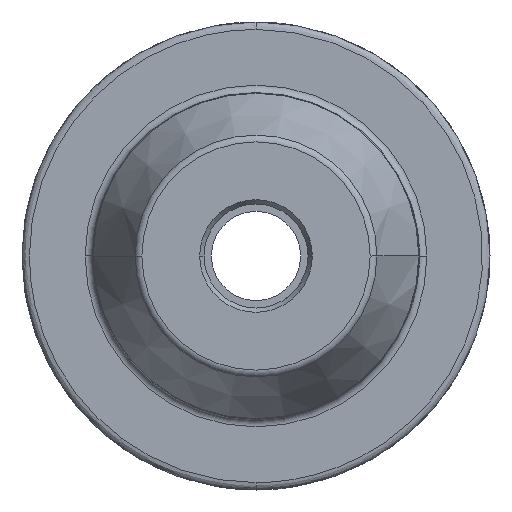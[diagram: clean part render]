
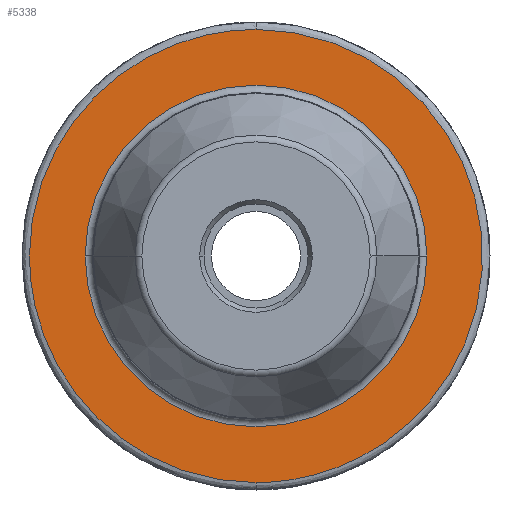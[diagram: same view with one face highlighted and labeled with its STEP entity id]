
A CAD part, front view. The second image highlights one B-rep face of the part: STEP entity #5338.
In plain terms, the highlighted planar face has unit normal (0, -1, 0).
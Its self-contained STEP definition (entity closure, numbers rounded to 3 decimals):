
#193 = CARTESIAN_POINT ( 'NONE',  ( -17.866, -27., -30.5 ) ) ;
#241 = CARTESIAN_POINT ( 'NONE',  ( 0., -27., 30.5 ) ) ;
#375 = CIRCLE ( 'NONE', #2778, 23. ) ;
#509 = VERTEX_POINT ( 'NONE', #883 ) ;
#850 = ORIENTED_EDGE ( 'NONE', *, *, #2324, .T. ) ;
#879 = DIRECTION ( 'NONE',  ( 0., 1., 0. ) ) ;
#883 = CARTESIAN_POINT ( 'NONE',  ( 23., -27., 0. ) ) ;
#1065 = EDGE_LOOP ( 'NONE', ( #850, #1128 ) ) ;
#1128 = ORIENTED_EDGE ( 'NONE', *, *, #1494, .T. ) ;
#1194 = CARTESIAN_POINT ( 'NONE',  ( 61., -27., 30.5 ) ) ;
#1252 = ORIENTED_EDGE ( 'NONE', *, *, #1598, .F. ) ;
#1494 = EDGE_CURVE ( 'NONE', #3766, #509, #375, .T. ) ;
#1598 = EDGE_CURVE ( 'NONE', #4160, #4493, #2561, .T. ) ;
#1695 = CARTESIAN_POINT ( 'NONE',  ( -31.5, -27., 0. ) ) ;
#1732 = CARTESIAN_POINT ( 'NONE',  ( -23., -27., 0. ) ) ;
#1988 = CARTESIAN_POINT ( 'NONE',  ( -30.5, -27., 0. ) ) ;
#1997 = CARTESIAN_POINT ( 'NONE',  ( -30.5, -27., 17.866 ) ) ;
#2114 = DIRECTION ( 'NONE',  ( 1., 0., 0. ) ) ;
#2324 = EDGE_CURVE ( 'NONE', #509, #3766, #2742, .T. ) ;
#2408 = CARTESIAN_POINT ( 'NONE',  ( -30.5, -27., 0. ) ) ;
#2416 = CARTESIAN_POINT ( 'NONE',  ( -30.5, -27., 0. ) ) ;
#2418 = CARTESIAN_POINT ( 'NONE',  ( 0., -27., 0. ) ) ;
#2463 = CARTESIAN_POINT ( 'NONE',  ( 0., -27., -30.5 ) ) ;
#2561 =( BOUNDED_CURVE ( )  B_SPLINE_CURVE ( 3, ( #2416, #1997, #5355, #2839 ),
 .UNSPECIFIED., .F., .T. ) 
 B_SPLINE_CURVE_WITH_KNOTS ( ( 4, 4 ),
 ( 0., 0.333 ),
 .UNSPECIFIED. ) 
 CURVE ( )  GEOMETRIC_REPRESENTATION_ITEM ( )  RATIONAL_B_SPLINE_CURVE ( ( 1., 0.805, 0.805, 1. ) ) 
 REPRESENTATION_ITEM ( '' )  );
#2735 = CARTESIAN_POINT ( 'NONE',  ( 0., -27., -30.5 ) ) ;
#2742 = CIRCLE ( 'NONE', #4100, 23. ) ;
#2778 = AXIS2_PLACEMENT_3D ( 'NONE', #3403, #879, #3834 ) ;
#2839 = CARTESIAN_POINT ( 'NONE',  ( 0., -27., 30.5 ) ) ;
#2840 = DIRECTION ( 'NONE',  ( 1., 0., 0. ) ) ;
#2938 = CARTESIAN_POINT ( 'NONE',  ( 0., -27., -30.5 ) ) ;
#2967 = EDGE_LOOP ( 'NONE', ( #1252, #5270, #3970 ) ) ;
#3403 = CARTESIAN_POINT ( 'NONE',  ( 0., -27., 0. ) ) ;
#3766 = VERTEX_POINT ( 'NONE', #1732 ) ;
#3834 = DIRECTION ( 'NONE',  ( 1., 0., 0. ) ) ;
#3946 = AXIS2_PLACEMENT_3D ( 'NONE', #1695, #4635, #2114 ) ;
#3970 = ORIENTED_EDGE ( 'NONE', *, *, #4596, .F. ) ;
#3986 =( BOUNDED_CURVE ( )  B_SPLINE_CURVE ( 3, ( #2735, #193, #4926, #2408 ),
 .UNSPECIFIED., .F., .F. ) 
 B_SPLINE_CURVE_WITH_KNOTS ( ( 4, 4 ),
 ( 0., 1. ),
 .UNSPECIFIED. ) 
 CURVE ( )  GEOMETRIC_REPRESENTATION_ITEM ( )  RATIONAL_B_SPLINE_CURVE ( ( 1., 0.805, 0.805, 1. ) ) 
 REPRESENTATION_ITEM ( '' )  );
#4007 = EDGE_CURVE ( 'NONE', #4764, #4160, #3986, .T. ) ;
#4092 = FACE_OUTER_BOUND ( 'NONE', #2967, .T. ) ;
#4100 = AXIS2_PLACEMENT_3D ( 'NONE', #2418, #5357, #2840 ) ;
#4130 = CARTESIAN_POINT ( 'NONE',  ( 0., -27., 30.5 ) ) ;
#4160 = VERTEX_POINT ( 'NONE', #1988 ) ;
#4208 = PLANE ( 'NONE',  #3946 ) ;
#4493 = VERTEX_POINT ( 'NONE', #241 ) ;
#4596 = EDGE_CURVE ( 'NONE', #4493, #4764, #4719, .T. ) ;
#4635 = DIRECTION ( 'NONE',  ( 0., -1., 0. ) ) ;
#4719 =( BOUNDED_CURVE ( )  B_SPLINE_CURVE ( 3, ( #4130, #1194, #4971, #2463 ),
 .UNSPECIFIED., .F., .F. ) 
 B_SPLINE_CURVE_WITH_KNOTS ( ( 4, 4 ),
 ( 0.333, 1. ),
 .UNSPECIFIED. ) 
 CURVE ( )  GEOMETRIC_REPRESENTATION_ITEM ( )  RATIONAL_B_SPLINE_CURVE ( ( 1., 0.333, 0.333, 1. ) ) 
 REPRESENTATION_ITEM ( '' )  );
#4764 = VERTEX_POINT ( 'NONE', #2938 ) ;
#4926 = CARTESIAN_POINT ( 'NONE',  ( -30.5, -27., -17.866 ) ) ;
#4971 = CARTESIAN_POINT ( 'NONE',  ( 61., -27., -30.5 ) ) ;
#5219 = FACE_BOUND ( 'NONE', #1065, .T. ) ;
#5270 = ORIENTED_EDGE ( 'NONE', *, *, #4007, .F. ) ;
#5338 = ADVANCED_FACE ( 'NONE', ( #5219, #4092 ), #4208, .T. ) ;
#5355 = CARTESIAN_POINT ( 'NONE',  ( -17.866, -27., 30.5 ) ) ;
#5357 = DIRECTION ( 'NONE',  ( 0., 1., 0. ) ) ;
